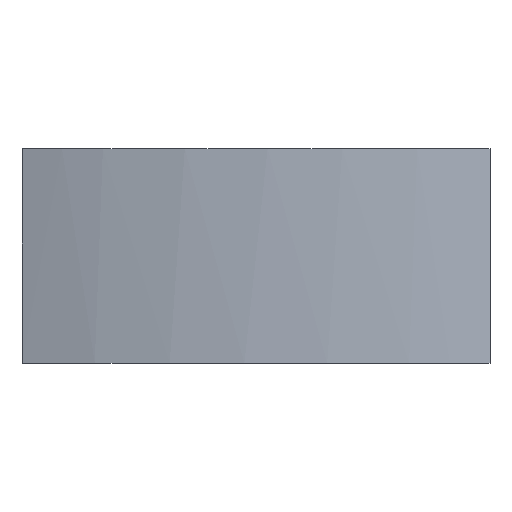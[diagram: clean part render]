
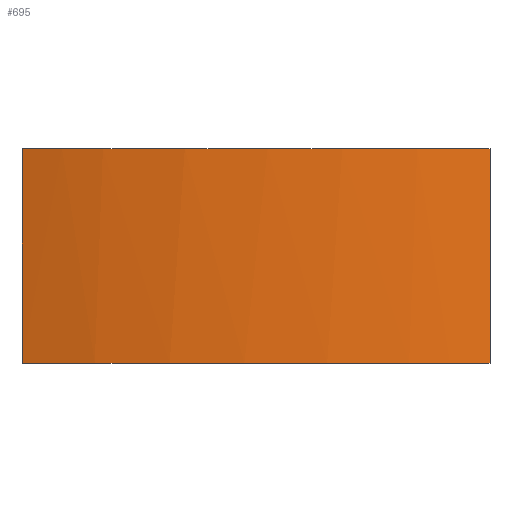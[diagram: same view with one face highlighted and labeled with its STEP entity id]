
A CAD part, top view. The second image highlights one B-rep face of the part: STEP entity #695.
In plain terms, the highlighted free-form (B-spline) face has degree [2, 1] with [3, 2] control points.
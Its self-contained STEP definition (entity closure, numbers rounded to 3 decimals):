
#415 = VERTEX_POINT('',#416);
#416 = CARTESIAN_POINT('',(30.395,0.,
    6.016));
#421 = EDGE_CURVE('',#415,#422,#424,.T.);
#422 = VERTEX_POINT('',#423);
#423 = CARTESIAN_POINT('',(30.395,-27.862,6.016
    ));
#424 = B_SPLINE_CURVE_WITH_KNOTS('',1,(#425,#426),.UNSPECIFIED.,.F.,.F.,
  (2,2),(0.,22.),.PIECEWISE_BEZIER_KNOTS.);
#425 = CARTESIAN_POINT('',(30.395,0.,
    6.016));
#426 = CARTESIAN_POINT('',(30.395,-27.862,6.016
    ));
#605 = EDGE_CURVE('',#606,#608,#610,.T.);
#606 = VERTEX_POINT('',#607);
#607 = CARTESIAN_POINT('',(-30.395,0.,
    6.016));
#608 = VERTEX_POINT('',#609);
#609 = CARTESIAN_POINT('',(-30.395,-27.862,
    6.016));
#610 = B_SPLINE_CURVE_WITH_KNOTS('',1,(#611,#612),.UNSPECIFIED.,.F.,.F.,
  (2,2),(0.,22.),.PIECEWISE_BEZIER_KNOTS.);
#611 = CARTESIAN_POINT('',(-30.395,0.,
    6.016));
#612 = CARTESIAN_POINT('',(-30.395,-27.862,
    6.016));
#695 = ADVANCED_FACE('',(#696),#712,.T.);
#696 = FACE_BOUND('',#697,.T.);
#697 = EDGE_LOOP('',(#698,#699,#705,#706));
#698 = ORIENTED_EDGE('',*,*,#421,.F.);
#699 = ORIENTED_EDGE('',*,*,#700,.T.);
#700 = EDGE_CURVE('',#415,#606,#701,.T.);
#701 = ( BOUNDED_CURVE() B_SPLINE_CURVE(2,(#702,#703,#704),
.UNSPECIFIED.,.F.,.F.) B_SPLINE_CURVE_WITH_KNOTS((3,3),(1.341,
1.937),.PIECEWISE_BEZIER_KNOTS.) CURVE() 
GEOMETRIC_REPRESENTATION_ITEM() RATIONAL_B_SPLINE_CURVE((1.,
0.956,1.)) REPRESENTATION_ITEM('') );
#702 = CARTESIAN_POINT('',(30.395,0.,
    6.016));
#703 = CARTESIAN_POINT('',(0.,0.,
    15.344));
#704 = CARTESIAN_POINT('',(-30.395,0.,
    6.016));
#705 = ORIENTED_EDGE('',*,*,#605,.T.);
#706 = ORIENTED_EDGE('',*,*,#707,.T.);
#707 = EDGE_CURVE('',#608,#422,#708,.T.);
#708 = ( BOUNDED_CURVE() B_SPLINE_CURVE(2,(#709,#710,#711),
.UNSPECIFIED.,.F.,.F.) B_SPLINE_CURVE_WITH_KNOTS((3,3),(4.347,
4.942),.PIECEWISE_BEZIER_KNOTS.) CURVE() 
GEOMETRIC_REPRESENTATION_ITEM() RATIONAL_B_SPLINE_CURVE((1.,
0.956,1.)) REPRESENTATION_ITEM('') );
#709 = CARTESIAN_POINT('',(-30.395,-27.862,
    6.016));
#710 = CARTESIAN_POINT('',(0.,-27.862,
    15.344));
#711 = CARTESIAN_POINT('',(30.395,-27.862,6.016
    ));
#712 = ( BOUNDED_SURFACE() B_SPLINE_SURFACE(2,1,(
    (#713,#714)
    ,(#715,#716)
,(#717,#718
    )),.UNSPECIFIED.,.F.,.F.,.F.) B_SPLINE_SURFACE_WITH_KNOTS((3,3),(2,2
    ),(1.341,1.937),(0.,22.),
.PIECEWISE_BEZIER_KNOTS.) GEOMETRIC_REPRESENTATION_ITEM() 
RATIONAL_B_SPLINE_SURFACE((
    (1.,1.)
    ,(0.956,0.956)
,(1.,1.))) REPRESENTATION_ITEM('') SURFACE() );
#713 = CARTESIAN_POINT('',(30.395,0.,
    6.016));
#714 = CARTESIAN_POINT('',(30.395,-27.862,6.016
    ));
#715 = CARTESIAN_POINT('',(0.,0.,
    15.344));
#716 = CARTESIAN_POINT('',(0.,-27.862,
    15.344));
#717 = CARTESIAN_POINT('',(-30.395,0.,
    6.016));
#718 = CARTESIAN_POINT('',(-30.395,-27.862,
    6.016));
